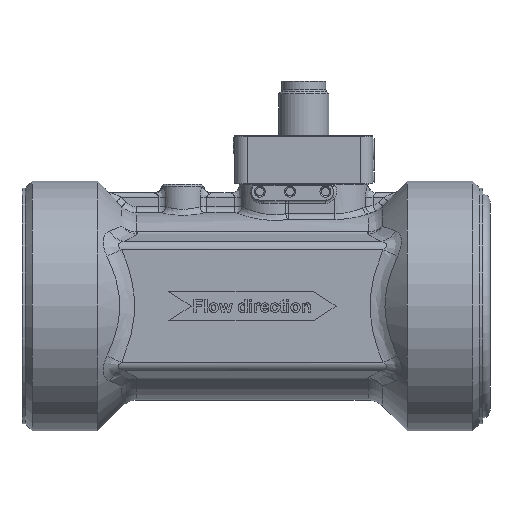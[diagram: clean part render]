
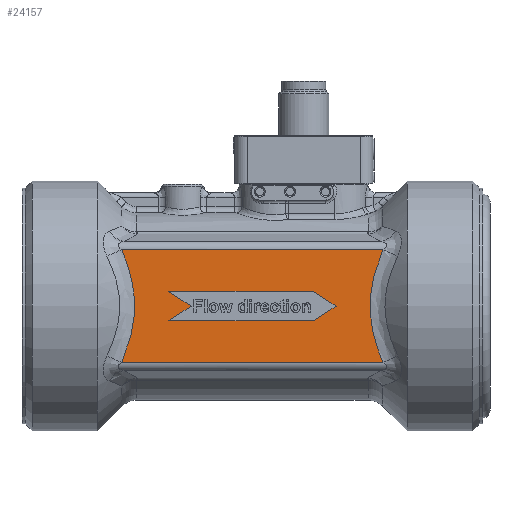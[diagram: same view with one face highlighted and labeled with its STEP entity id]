
A CAD part, front view. The second image highlights one B-rep face of the part: STEP entity #24157.
In plain terms, the highlighted planar face has unit normal (0, -1, 0).
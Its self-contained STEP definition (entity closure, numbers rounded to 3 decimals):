
#412=FACE_BOUND('',#3032,.T.);
#658=B_SPLINE_CURVE_WITH_KNOTS('',3,(#33689,#33690,#33691,#33692,#33693,
#33694,#33695),.UNSPECIFIED.,.F.,.F.,(4,1,1,1,4),(0.,0.795,
1.59,2.186,2.782),.UNSPECIFIED.);
#673=B_SPLINE_CURVE_WITH_KNOTS('',3,(#34006,#34007,#34008,#34009,#34010,
#34011,#34012),.UNSPECIFIED.,.F.,.F.,(4,1,1,1,4),(0.,0.596,
1.192,1.987,2.782),.UNSPECIFIED.);
#1637=FACE_OUTER_BOUND('',#3031,.T.);
#3031=EDGE_LOOP('',(#16214,#16215,#16216,#16217));
#3032=EDGE_LOOP('',(#16218,#16219,#16220,#16221,#16222,#16223));
#4528=LINE('',#34003,#6827);
#4529=LINE('',#34013,#6828);
#4530=LINE('',#34016,#6829);
#4531=LINE('',#34018,#6830);
#4532=LINE('',#34020,#6831);
#4533=LINE('',#34022,#6832);
#4534=LINE('',#34024,#6833);
#4535=LINE('',#34025,#6834);
#6827=VECTOR('',#27582,10.);
#6828=VECTOR('',#27585,10.);
#6829=VECTOR('',#27586,10.);
#6830=VECTOR('',#27587,10.);
#6831=VECTOR('',#27588,10.);
#6832=VECTOR('',#27589,10.);
#6833=VECTOR('',#27590,10.);
#6834=VECTOR('',#27591,10.);
#9879=VERTEX_POINT('',#33636);
#9882=VERTEX_POINT('',#33680);
#9896=VERTEX_POINT('',#33996);
#9897=VERTEX_POINT('',#34005);
#9898=VERTEX_POINT('',#34014);
#9899=VERTEX_POINT('',#34015);
#9900=VERTEX_POINT('',#34017);
#9901=VERTEX_POINT('',#34019);
#9902=VERTEX_POINT('',#34021);
#9903=VERTEX_POINT('',#34023);
#12354=EDGE_CURVE('',#9879,#9882,#658,.T.);
#12381=EDGE_CURVE('',#9882,#9896,#4528,.T.);
#12382=EDGE_CURVE('',#9896,#9897,#673,.T.);
#12383=EDGE_CURVE('',#9897,#9879,#4529,.T.);
#12384=EDGE_CURVE('',#9898,#9899,#4530,.T.);
#12385=EDGE_CURVE('',#9899,#9900,#4531,.T.);
#12386=EDGE_CURVE('',#9900,#9901,#4532,.T.);
#12387=EDGE_CURVE('',#9901,#9902,#4533,.T.);
#12388=EDGE_CURVE('',#9902,#9903,#4534,.T.);
#12389=EDGE_CURVE('',#9903,#9898,#4535,.T.);
#16214=ORIENTED_EDGE('',*,*,#12382,.F.);
#16215=ORIENTED_EDGE('',*,*,#12381,.F.);
#16216=ORIENTED_EDGE('',*,*,#12354,.F.);
#16217=ORIENTED_EDGE('',*,*,#12383,.F.);
#16218=ORIENTED_EDGE('',*,*,#12384,.T.);
#16219=ORIENTED_EDGE('',*,*,#12385,.T.);
#16220=ORIENTED_EDGE('',*,*,#12386,.T.);
#16221=ORIENTED_EDGE('',*,*,#12387,.T.);
#16222=ORIENTED_EDGE('',*,*,#12388,.T.);
#16223=ORIENTED_EDGE('',*,*,#12389,.T.);
#23360=PLANE('',#25670);
#24157=ADVANCED_FACE('',(#1637,#412),#23360,.T.);
#25670=AXIS2_PLACEMENT_3D('',#34004,#27583,#27584);
#27582=DIRECTION('',(1.,0.,0.));
#27583=DIRECTION('center_axis',(0.,-1.,0.));
#27584=DIRECTION('ref_axis',(1.,0.,0.));
#27585=DIRECTION('',(-1.,0.,0.));
#27586=DIRECTION('',(-1.,0.,0.));
#27587=DIRECTION('',(0.839,0.,0.544));
#27588=DIRECTION('',(-0.839,0.,0.544));
#27589=DIRECTION('',(1.,0.,0.));
#27590=DIRECTION('',(0.839,0.,-0.544));
#27591=DIRECTION('',(-0.839,0.,-0.544));
#33636=CARTESIAN_POINT('',(-36.593,-23.,-13.465));
#33680=CARTESIAN_POINT('',(-36.593,-23.,13.465));
#33689=CARTESIAN_POINT('Ctrl Pts',(-36.593,-23.,-13.465));
#33690=CARTESIAN_POINT('Ctrl Pts',(-35.54,-23.,-11.034));
#33691=CARTESIAN_POINT('Ctrl Pts',(-33.808,-23.,-5.993));
#33692=CARTESIAN_POINT('Ctrl Pts',(-33.256,-23.,1.344));
#33693=CARTESIAN_POINT('Ctrl Pts',(-34.443,-23.,7.901));
#33694=CARTESIAN_POINT('Ctrl Pts',(-35.803,-23.,11.642));
#33695=CARTESIAN_POINT('Ctrl Pts',(-36.593,-23.,13.465));
#33996=CARTESIAN_POINT('',(25.793,-23.,13.465));
#34003=CARTESIAN_POINT('',(13.6,-23.,13.465));
#34004=CARTESIAN_POINT('Origin',(-5.4,-23.,0.));
#34005=CARTESIAN_POINT('',(25.793,-23.,-13.465));
#34006=CARTESIAN_POINT('Ctrl Pts',(25.793,-23.,13.465));
#34007=CARTESIAN_POINT('Ctrl Pts',(25.003,-23.,11.642));
#34008=CARTESIAN_POINT('Ctrl Pts',(23.643,-23.,7.901));
#34009=CARTESIAN_POINT('Ctrl Pts',(22.456,-23.,1.344));
#34010=CARTESIAN_POINT('Ctrl Pts',(23.008,-23.,-5.993));
#34011=CARTESIAN_POINT('Ctrl Pts',(24.74,-23.,-11.034));
#34012=CARTESIAN_POINT('Ctrl Pts',(25.793,-23.,-13.465));
#34013=CARTESIAN_POINT('',(-24.4,-23.,-13.465));
#34014=CARTESIAN_POINT('',(9.202,-23.,-3.5));
#34015=CARTESIAN_POINT('',(-25.4,-23.,-3.5));
#34016=CARTESIAN_POINT('',(1.901,-23.,-3.5));
#34017=CARTESIAN_POINT('',(-20.002,-23.,0.));
#34018=CARTESIAN_POINT('',(-17.561,-23.,1.583));
#34019=CARTESIAN_POINT('',(-25.4,-23.,3.5));
#34020=CARTESIAN_POINT('',(-14.862,-23.,-3.333));
#34021=CARTESIAN_POINT('',(9.202,-23.,3.5));
#34022=CARTESIAN_POINT('',(-15.4,-23.,3.5));
#34023=CARTESIAN_POINT('',(14.6,-23.,0.));
#34024=CARTESIAN_POINT('',(4.861,-23.,6.315));
#34025=CARTESIAN_POINT('',(7.56,-23.,-4.565));
